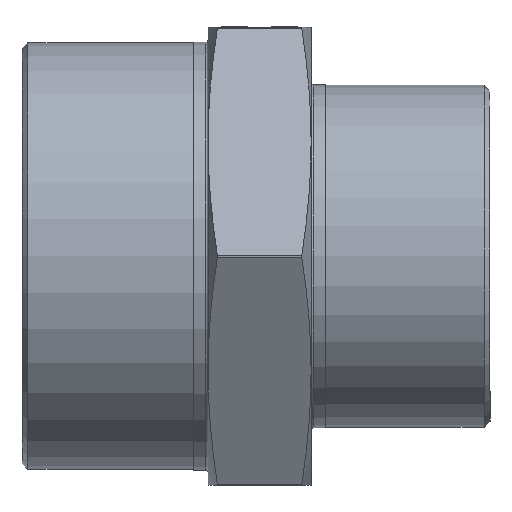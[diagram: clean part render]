
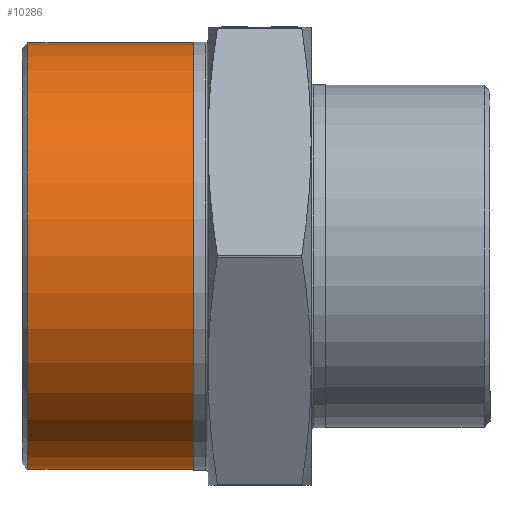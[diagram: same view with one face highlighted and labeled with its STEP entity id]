
A CAD part, front view. The second image highlights one B-rep face of the part: STEP entity #10286.
In plain terms, the highlighted cylindrical face has radius 29.807 mm (diameter 59.614 mm), a full revolution.
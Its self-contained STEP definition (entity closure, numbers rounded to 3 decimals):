
#576 = AXIS2_PLACEMENT_3D ( 'NONE', #11203, #11198, #11237 ) ;
#615 = CIRCLE ( 'NONE', #576, 29.807 ) ;
#638 = CIRCLE ( 'NONE', #697, 29.807 ) ;
#697 = AXIS2_PLACEMENT_3D ( 'NONE', #11243, #11277, #11278 ) ;
#940 = AXIS2_PLACEMENT_3D ( 'NONE', #7998, #7999, #7959 ) ;
#3068 = CARTESIAN_POINT ( 'NONE',  ( -9.2, 0., 29.807 ) ) ;
#3074 = VERTEX_POINT ( 'NONE', #3087 ) ;
#3087 = CARTESIAN_POINT ( 'NONE',  ( -32.375, 0., 29.807 ) ) ;
#3088 = VERTEX_POINT ( 'NONE', #3068 ) ;
#6141 = ORIENTED_EDGE ( 'NONE', *, *, #10133, .F. ) ;
#6154 = ORIENTED_EDGE ( 'NONE', *, *, #10146, .T. ) ;
#7922 = FACE_OUTER_BOUND ( 'NONE', #8761, .T. ) ;
#7956 = FACE_OUTER_BOUND ( 'NONE', #8765, .T. ) ;
#7959 = DIRECTION ( 'NONE',  ( 0., 0., 1. ) ) ;
#7996 = CYLINDRICAL_SURFACE ( 'NONE', #940, 29.807 ) ;
#7998 = CARTESIAN_POINT ( 'NONE',  ( 0., 0., 0. ) ) ;
#7999 = DIRECTION ( 'NONE',  ( -1., 0., 0. ) ) ;
#8761 = EDGE_LOOP ( 'NONE', ( #6154 ) ) ;
#8765 = EDGE_LOOP ( 'NONE', ( #6141 ) ) ;
#10133 = EDGE_CURVE ( 'NONE', #3074, #3074, #615, .T. ) ;
#10146 = EDGE_CURVE ( 'NONE', #3088, #3088, #638, .T. ) ;
#10286 = ADVANCED_FACE ( 'NONE', ( #7922, #7956 ), #7996, .T. ) ;
#11198 = DIRECTION ( 'NONE',  ( -1., 0., 0. ) ) ;
#11203 = CARTESIAN_POINT ( 'NONE',  ( -32.375, 0., 0. ) ) ;
#11237 = DIRECTION ( 'NONE',  ( 0., 0., 1. ) ) ;
#11243 = CARTESIAN_POINT ( 'NONE',  ( -9.2, 0., 0. ) ) ;
#11277 = DIRECTION ( 'NONE',  ( -1., 0., 0. ) ) ;
#11278 = DIRECTION ( 'NONE',  ( 0., 0., 1. ) ) ;
